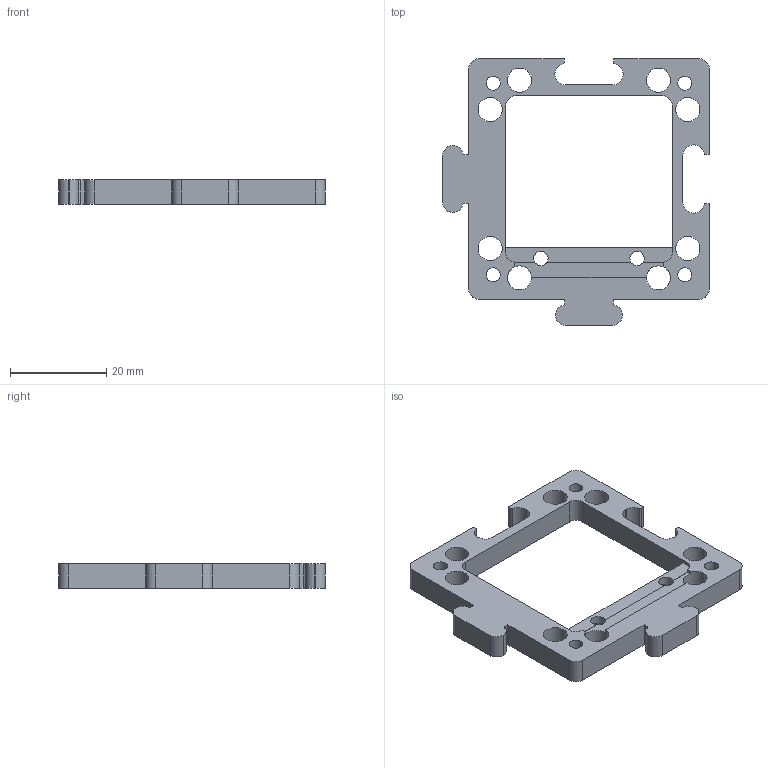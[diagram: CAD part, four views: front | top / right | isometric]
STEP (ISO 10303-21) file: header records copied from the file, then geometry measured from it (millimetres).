
FILE_DESCRIPTION(/* description */ (''),/* implementation_level */ '2;1');
FILE_NAME(/* name */ '30_Linear_Stage_NEMA11_China_puzzle_universal_v2.ipt.step',/* time_stamp */ '2022-11-29T08:23:29+01:00',/* author */ ('diederichbenedict'),/* organization */ (''),/* preprocessor_version */ 'ST-DEVELOPER v18.1',/* originating_system */ 'Autodesk Inventor 2022',/* authorisation */ '');
FILE_SCHEMA (('AUTOMOTIVE_DESIGN { 1 0 10303 214 3 1 1 }'));
Length unit declared in the file: millimetre
Products named in the file (1): 30_Linear_Stage_NEMA11_China_puzzle_universal_v2
Bounding box: 55.4 x 55.4 x 5.1 mm (x, y, z)
Volume: 5905.3 mm3; surface area: 5473.7 mm2
Topology: 1 solids, 1 shells, 106 faces, 316 edges, 208 vertices
Faces by surface type: cylinder 56, plane 50
Full cylindrical faces by diameter (mm): 2.9 x4, 5 x8
Entity records: 3687 total; most frequent: DIRECTION 644, ORIENTED_EDGE 632, CARTESIAN_POINT 631, EDGE_CURVE 316, AXIS2_PLACEMENT_3D 221, VERTEX_POINT 208, LINE 202, VECTOR 202
